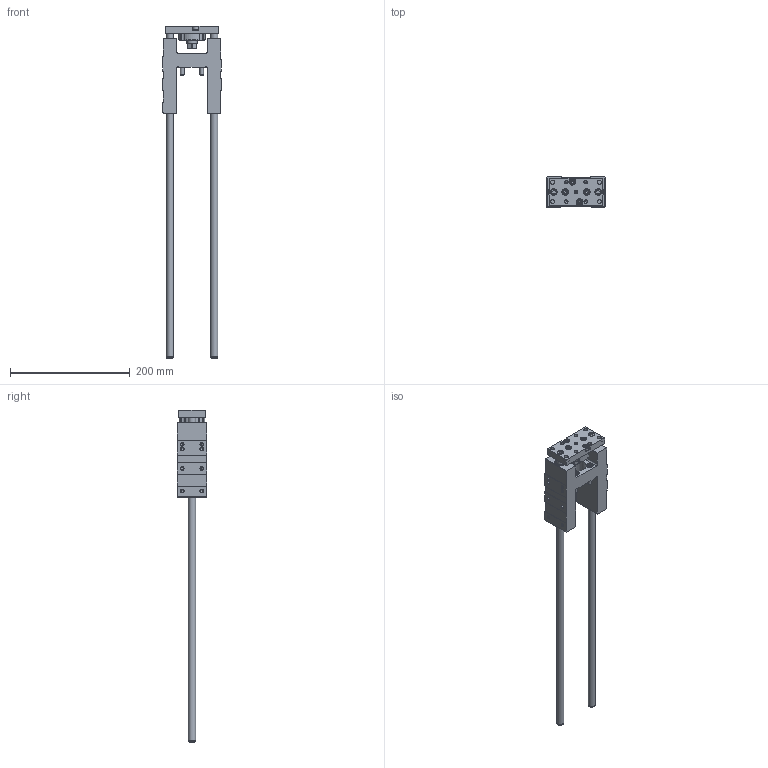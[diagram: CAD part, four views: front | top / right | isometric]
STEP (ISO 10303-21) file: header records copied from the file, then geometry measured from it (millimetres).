
FILE_DESCRIPTION(/* description */ ('STEP AP214'),/* implementation_level */ '2;1');
FILE_NAME(/* name */ '2782923_EAGF-V2-KF-32-400',/* time_stamp */ '2024-08-26T16:50:26+02:00',/* author */ ('License CC BY-ND 4.0'),/* organization */ ('CADENAS'),/* preprocessor_version */ 'ST-DEVELOPER v19.3',/* originating_system */ 'PARTsolutions',/* authorisation */ ' ');
FILE_SCHEMA (('AUTOMOTIVE_DESIGN {1 0 10303 214 3 1 1}'));
Length unit declared in the file: millimetre
Products named in the file (12): 2782923 EAGF-V2-KF-32-400---(0); 3038083 EAGF-V2-KF-32---(F); 247464 FEN-32-SD---(SD); 254392 EAGF 12x19x28---(B); 2735506 EAGF-V2-KF-32---(J); 2828125 EAGF-V2-KF-32---(R); 2737600 EAGF-V2-KF-32---(GS); DIN 34827-M6x16-FL-45H; 3038083 EAGF-32-400-KF---(FST); ISO-4762 M6x16; DIN-7984 - M6x16(F); ISO-4762 M6x30
Assembly tree (25 placements, depth 2):
  2782923 EAGF-V2-KF-32-400---(0)
    3038083 EAGF-V2-KF-32---(F)
    247464 FEN-32-SD---(SD)  x4
    254392 EAGF 12x19x28---(B)  x4
    2735506 EAGF-V2-KF-32---(J)
    2828125 EAGF-V2-KF-32---(R)
    2737600 EAGF-V2-KF-32---(GS)
    DIN 34827-M6x16-FL-45H
    3038083 EAGF-32-400-KF---(FST)  x2
    ISO-4762 M6x16  x4
    DIN-7984 - M6x16(F)  x2
    ISO-4762 M6x30  x4
Bounding box: 97 x 50 x 554.8 mm (x, y, z)
Volume: 464427.8 mm3; surface area: 153319.4 mm2
Topology: 25 solids, 25 shells, 609 faces, 1413 edges, 883 vertices
Faces by surface type: plane 251, cone 191, cylinder 152, torus 15
Full cylindrical faces by diameter (mm): 4.917 x27, 6 x11, 6.3 x2, 6.6 x12, 7 x1, 8.647 x1, 9 x1, 10 x10, 11 x12, 12 x10, 13 x2, 16 x2, 17 x1, 19 x13, 26 x1, 28 x1, 34 x1
Entity records: 10606 total; most frequent: CARTESIAN_POINT 1965, DIRECTION 1792, ORIENTED_EDGE 1420, AXIS2_PLACEMENT_3D 758, EDGE_CURVE 710, FACE_BOUND 647, EDGE_LOOP 630, VERTEX_POINT 553
